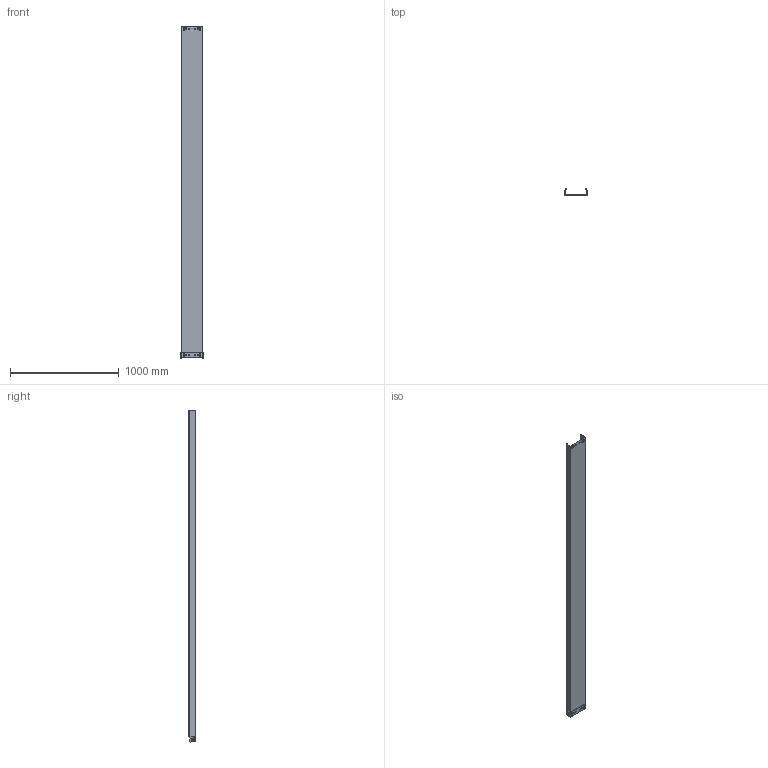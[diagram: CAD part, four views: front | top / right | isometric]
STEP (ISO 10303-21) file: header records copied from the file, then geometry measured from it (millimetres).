
FILE_DESCRIPTION (( 'STEP AP214' ), '1' );
FILE_NAME ('6048253.STEP', '2025-03-31T11:08:09', ( '' ), ( '' ), 'SwSTEP 2.0', 'SolidWorks 2024', '' );
FILE_SCHEMA (( 'AUTOMOTIVE_DESIGN' ));
Length unit declared in the file: millimetre
Products named in the file (1): 6048253
Bounding box: 204.6 x 62.24 x 3050.1 mm (x, y, z)
Volume: 758415.3 mm3; surface area: 2112373.8 mm2
Topology: 1 solids, 1 shells, 494 faces, 1330 edges, 828 vertices
Faces by surface type: plane 226, cylinder 170, torus 42, bspline 32, cone 20, sphere 4
Entity records: 17203 total; most frequent: CARTESIAN_POINT 4893, ORIENTED_EDGE 2628, DIRECTION 2522, EDGE_CURVE 1314, AXIS2_PLACEMENT_3D 877, VERTEX_POINT 828, VECTOR 768, LINE 768
